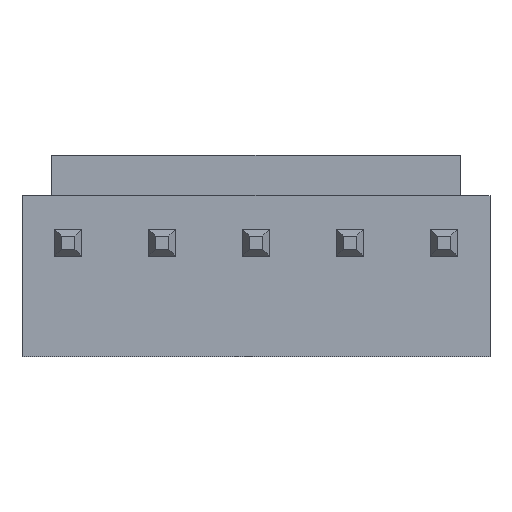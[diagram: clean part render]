
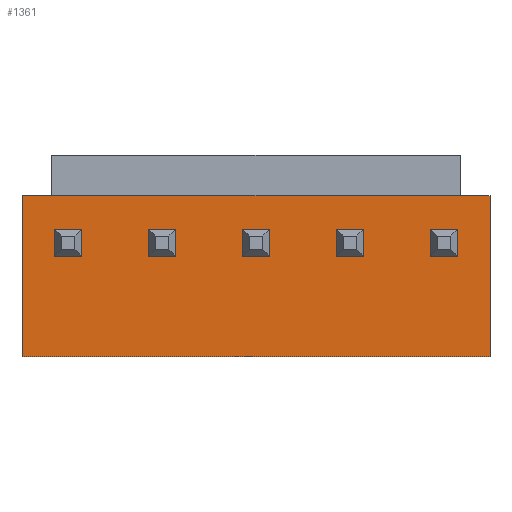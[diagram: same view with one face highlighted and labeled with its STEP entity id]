
A CAD part, top view. The second image highlights one B-rep face of the part: STEP entity #1361.
In plain terms, the highlighted planar face has unit normal (0, 0, 1).
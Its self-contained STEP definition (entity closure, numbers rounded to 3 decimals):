
#16=CARTESIAN_POINT('',(-4.53,-0.57,3.2));
#17=VERTEX_POINT('',#16);
#34=CARTESIAN_POINT('',(-4.53,0.57,3.2));
#35=VERTEX_POINT('',#34);
#42=CARTESIAN_POINT('',(-4.53,0.0,3.2));
#43=DIRECTION('',(0.0,1.0,0.0));
#44=VECTOR('',#43,1.0);
#45=LINE('',#42,#44);
#46=EDGE_CURVE('n� 1670',#17,#35,#45,.T.);
#56=CARTESIAN_POINT('',(3.39,-0.57,3.2));
#57=VERTEX_POINT('',#56);
#74=CARTESIAN_POINT('',(3.39,0.57,3.2));
#75=VERTEX_POINT('',#74);
#82=CARTESIAN_POINT('',(3.39,0.0,3.2));
#83=DIRECTION('',(0.0,1.0,0.0));
#84=VECTOR('',#83,1.0);
#85=LINE('',#82,#84);
#86=EDGE_CURVE('n� 1649',#57,#75,#85,.T.);
#96=CARTESIAN_POINT('',(7.35,-0.57,3.2));
#97=VERTEX_POINT('',#96);
#114=CARTESIAN_POINT('',(7.35,0.57,3.2));
#115=VERTEX_POINT('',#114);
#122=CARTESIAN_POINT('',(7.35,0.0,3.2));
#123=DIRECTION('',(0.0,1.0,0.0));
#124=VECTOR('',#123,1.0);
#125=LINE('',#122,#124);
#126=EDGE_CURVE('n� 1628',#97,#115,#125,.T.);
#136=CARTESIAN_POINT('',(-0.57,-0.57,3.2));
#137=VERTEX_POINT('',#136);
#154=CARTESIAN_POINT('',(-0.57,0.57,3.2));
#155=VERTEX_POINT('',#154);
#162=CARTESIAN_POINT('',(-0.57,0.0,3.2));
#163=DIRECTION('',(0.0,1.0,0.0));
#164=VECTOR('',#163,1.0);
#165=LINE('',#162,#164);
#166=EDGE_CURVE('n� 1607',#137,#155,#165,.T.);
#176=CARTESIAN_POINT('',(-8.49,-0.57,3.2));
#177=VERTEX_POINT('',#176);
#194=CARTESIAN_POINT('',(-8.49,0.57,3.2));
#195=VERTEX_POINT('',#194);
#202=CARTESIAN_POINT('',(-8.49,0.0,3.2));
#203=DIRECTION('',(0.0,1.0,0.0));
#204=VECTOR('',#203,1.0);
#205=LINE('',#202,#204);
#206=EDGE_CURVE('n� 1586',#177,#195,#205,.T.);
#256=CARTESIAN_POINT('',(-3.39,-0.57,3.2));
#257=VERTEX_POINT('',#256);
#273=CARTESIAN_POINT('',(-3.96,-0.57,3.2));
#274=DIRECTION('',(-1.0,0.0,0.0));
#275=VECTOR('',#274,1.0);
#276=LINE('',#273,#275);
#277=EDGE_CURVE('n� 1544',#257,#17,#276,.T.);
#336=CARTESIAN_POINT('',(-3.39,0.57,3.2));
#337=VERTEX_POINT('',#336);
#344=CARTESIAN_POINT('',(-3.96,0.57,3.2));
#345=DIRECTION('',(1.0,0.0,-0.0));
#346=VECTOR('',#345,1.0);
#347=LINE('',#344,#346);
#348=EDGE_CURVE('n� 1502',#35,#337,#347,.T.);
#358=CARTESIAN_POINT('',(4.53,-0.57,3.2));
#359=VERTEX_POINT('',#358);
#375=CARTESIAN_POINT('',(3.96,-0.57,3.2));
#376=DIRECTION('',(-1.0,0.0,0.0));
#377=VECTOR('',#376,1.0);
#378=LINE('',#375,#377);
#379=EDGE_CURVE('n� 1481',#359,#57,#378,.T.);
#438=CARTESIAN_POINT('',(4.53,0.57,3.2));
#439=VERTEX_POINT('',#438);
#446=CARTESIAN_POINT('',(3.96,0.57,3.2));
#447=DIRECTION('',(1.0,0.0,-0.0));
#448=VECTOR('',#447,1.0);
#449=LINE('',#446,#448);
#450=EDGE_CURVE('n� 1439',#75,#439,#449,.T.);
#460=CARTESIAN_POINT('',(8.49,-0.57,3.2));
#461=VERTEX_POINT('',#460);
#477=CARTESIAN_POINT('',(7.92,-0.57,3.2));
#478=DIRECTION('',(-1.0,0.0,0.0));
#479=VECTOR('',#478,1.0);
#480=LINE('',#477,#479);
#481=EDGE_CURVE('n� 1418',#461,#97,#480,.T.);
#540=CARTESIAN_POINT('',(8.49,0.57,3.2));
#541=VERTEX_POINT('',#540);
#548=CARTESIAN_POINT('',(7.92,0.57,3.2));
#549=DIRECTION('',(1.0,0.0,-0.0));
#550=VECTOR('',#549,1.0);
#551=LINE('',#548,#550);
#552=EDGE_CURVE('n� 1376',#115,#541,#551,.T.);
#562=CARTESIAN_POINT('',(0.57,-0.57,3.2));
#563=VERTEX_POINT('',#562);
#579=CARTESIAN_POINT('',(0.0,-0.57,3.2));
#580=DIRECTION('',(-1.0,0.0,0.0));
#581=VECTOR('',#580,1.0);
#582=LINE('',#579,#581);
#583=EDGE_CURVE('n� 1355',#563,#137,#582,.T.);
#642=CARTESIAN_POINT('',(0.57,0.57,3.2));
#643=VERTEX_POINT('',#642);
#650=CARTESIAN_POINT('',(0.0,0.57,3.2));
#651=DIRECTION('',(1.0,0.0,-0.0));
#652=VECTOR('',#651,1.0);
#653=LINE('',#650,#652);
#654=EDGE_CURVE('n� 1313',#155,#643,#653,.T.);
#664=CARTESIAN_POINT('',(-7.35,-0.57,3.2));
#665=VERTEX_POINT('',#664);
#681=CARTESIAN_POINT('',(-7.92,-0.57,3.2));
#682=DIRECTION('',(-1.0,0.0,0.0));
#683=VECTOR('',#682,1.0);
#684=LINE('',#681,#683);
#685=EDGE_CURVE('n� 1292',#665,#177,#684,.T.);
#744=CARTESIAN_POINT('',(-7.35,0.57,3.2));
#745=VERTEX_POINT('',#744);
#752=CARTESIAN_POINT('',(-7.92,0.57,3.2));
#753=DIRECTION('',(1.0,0.0,-0.0));
#754=VECTOR('',#753,1.0);
#755=LINE('',#752,#754);
#756=EDGE_CURVE('n� 1250',#195,#745,#755,.T.);
#797=CARTESIAN_POINT('',(8.62,2.0,3.2));
#798=VERTEX_POINT('',#797);
#806=CARTESIAN_POINT('',(-8.62,2.0,3.2));
#807=VERTEX_POINT('',#806);
#814=CARTESIAN_POINT('',(0.0,2.0,3.2));
#815=DIRECTION('',(-1.0,0.0,0.0));
#816=VECTOR('',#815,1.0);
#817=LINE('',#814,#816);
#818=EDGE_CURVE('n� 783',#798,#807,#817,.T.);
#836=CARTESIAN_POINT('',(-3.39,-1.4,3.2));
#837=DIRECTION('',(0.0,-1.0,0.0));
#838=VECTOR('',#837,1.0);
#839=LINE('',#836,#838);
#840=EDGE_CURVE('n� 776',#337,#257,#839,.T.);
#858=CARTESIAN_POINT('',(4.53,-1.4,3.2));
#859=DIRECTION('',(0.0,-1.0,0.0));
#860=VECTOR('',#859,1.0);
#861=LINE('',#858,#860);
#862=EDGE_CURVE('n� 772',#439,#359,#861,.T.);
#880=CARTESIAN_POINT('',(8.49,-1.4,3.2));
#881=DIRECTION('',(0.0,-1.0,0.0));
#882=VECTOR('',#881,1.0);
#883=LINE('',#880,#882);
#884=EDGE_CURVE('n� 768',#541,#461,#883,.T.);
#902=CARTESIAN_POINT('',(0.57,-1.4,3.2));
#903=DIRECTION('',(0.0,-1.0,0.0));
#904=VECTOR('',#903,1.0);
#905=LINE('',#902,#904);
#906=EDGE_CURVE('n� 764',#643,#563,#905,.T.);
#924=CARTESIAN_POINT('',(-7.35,-1.4,3.2));
#925=DIRECTION('',(0.0,-1.0,0.0));
#926=VECTOR('',#925,1.0);
#927=LINE('',#924,#926);
#928=EDGE_CURVE('n� 760',#745,#665,#927,.T.);
#1140=CARTESIAN_POINT('',(-9.87,2.0,3.2));
#1141=VERTEX_POINT('',#1140);
#1148=CARTESIAN_POINT('',(0.0,2.0,3.2));
#1149=DIRECTION('',(-1.0,-0.0,0.));
#1150=VECTOR('',#1149,1.0);
#1151=LINE('',#1148,#1150);
#1152=EDGE_CURVE('n� 782',#807,#1141,#1151,.T.);
#1270=CARTESIAN_POINT('',(9.87,2.0,3.2));
#1271=VERTEX_POINT('',#1270);
#1285=CARTESIAN_POINT('',(0.0,2.0,3.2));
#1286=DIRECTION('',(-1.0,0.0,0.));
#1287=VECTOR('',#1286,1.0);
#1288=LINE('',#1285,#1287);
#1289=EDGE_CURVE('n� 784',#1271,#798,#1288,.T.);
#1299=ORIENTED_EDGE('',*,*,#756,.T.);
#1300=ORIENTED_EDGE('',*,*,#928,.T.);
#1301=ORIENTED_EDGE('',*,*,#685,.T.);
#1302=ORIENTED_EDGE('',*,*,#206,.T.);
#1303=EDGE_LOOP('',(#1299,#1300,#1301,#1302));
#1304=FACE_OUTER_BOUND('',#1303,.T.);
#1305=ORIENTED_EDGE('',*,*,#654,.T.);
#1306=ORIENTED_EDGE('',*,*,#906,.T.);
#1307=ORIENTED_EDGE('',*,*,#583,.T.);
#1308=ORIENTED_EDGE('',*,*,#166,.T.);
#1309=EDGE_LOOP('',(#1305,#1306,#1307,#1308));
#1310=FACE_BOUND('',#1309,.T.);
#1311=ORIENTED_EDGE('',*,*,#552,.T.);
#1312=ORIENTED_EDGE('',*,*,#884,.T.);
#1313=ORIENTED_EDGE('',*,*,#481,.T.);
#1314=ORIENTED_EDGE('',*,*,#126,.T.);
#1315=EDGE_LOOP('',(#1311,#1312,#1313,#1314));
#1316=FACE_BOUND('',#1315,.T.);
#1317=ORIENTED_EDGE('',*,*,#450,.T.);
#1318=ORIENTED_EDGE('',*,*,#862,.T.);
#1319=ORIENTED_EDGE('',*,*,#379,.T.);
#1320=ORIENTED_EDGE('',*,*,#86,.T.);
#1321=EDGE_LOOP('',(#1317,#1318,#1319,#1320));
#1322=FACE_BOUND('',#1321,.T.);
#1323=ORIENTED_EDGE('',*,*,#348,.T.);
#1324=ORIENTED_EDGE('',*,*,#840,.T.);
#1325=ORIENTED_EDGE('',*,*,#277,.T.);
#1326=ORIENTED_EDGE('',*,*,#46,.T.);
#1327=EDGE_LOOP('',(#1323,#1324,#1325,#1326));
#1328=FACE_BOUND('',#1327,.T.);
#1329=CARTESIAN_POINT('',(-9.87,-4.8,3.2));
#1330=VERTEX_POINT('',#1329);
#1331=CARTESIAN_POINT('',(-9.87,-1.4,3.2));
#1332=DIRECTION('',(0.0,-1.0,0.0));
#1333=VECTOR('',#1332,1.0);
#1334=LINE('',#1331,#1333);
#1335=EDGE_CURVE('n� 422',#1141,#1330,#1334,.T.);
#1336=ORIENTED_EDGE('',*,*,#1335,.T.);
#1337=CARTESIAN_POINT('',(9.87,-4.8,3.2));
#1338=VERTEX_POINT('',#1337);
#1339=CARTESIAN_POINT('',(0.0,-4.8,3.2));
#1340=DIRECTION('',(-1.0,0.0,0.0));
#1341=VECTOR('',#1340,1.0);
#1342=LINE('',#1339,#1341);
#1343=EDGE_CURVE('n� 358',#1338,#1330,#1342,.T.);
#1344=ORIENTED_EDGE('',*,*,#1343,.F.);
#1345=CARTESIAN_POINT('',(9.87,-1.4,3.2));
#1346=DIRECTION('',(0.0,-1.0,0.0));
#1347=VECTOR('',#1346,1.0);
#1348=LINE('',#1345,#1347);
#1349=EDGE_CURVE('n� 379',#1271,#1338,#1348,.T.);
#1350=ORIENTED_EDGE('',*,*,#1349,.F.);
#1351=ORIENTED_EDGE('',*,*,#1289,.T.);
#1352=ORIENTED_EDGE('',*,*,#818,.T.);
#1353=ORIENTED_EDGE('',*,*,#1152,.T.);
#1354=EDGE_LOOP('',(#1336,#1344,#1350,#1351,#1352,#1353));
#1355=FACE_BOUND('',#1354,.T.);
#1356=CARTESIAN_POINT('',(-9.87,2.0,3.2));
#1357=DIRECTION('',(0.0,0.0,1.0));
#1358=DIRECTION('',(0.0,-1.0,-0.0));
#1359=AXIS2_PLACEMENT_3D('',#1356,#1357,#1358);
#1360=PLANE('',#1359);
#1361=ADVANCED_FACE('n� 752',(#1304,#1310,#1316,#1322,#1328,#1355),#1360,.T.);
